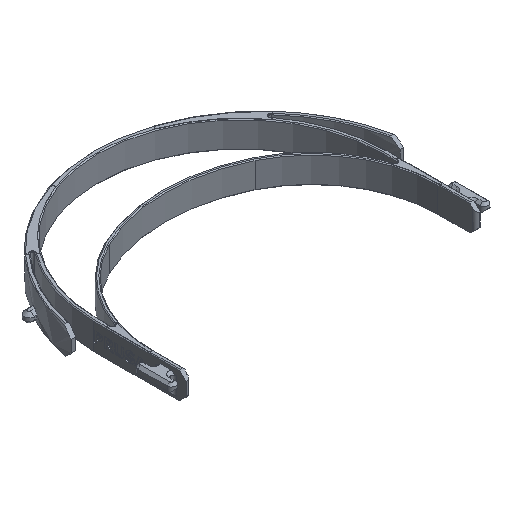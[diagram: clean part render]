
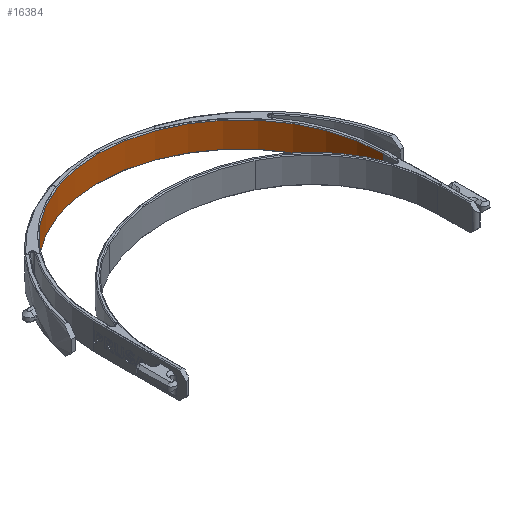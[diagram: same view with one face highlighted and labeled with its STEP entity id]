
A CAD part, isometric view. The second image highlights one B-rep face of the part: STEP entity #16384.
In plain terms, the highlighted cylindrical face has radius 85 mm (diameter 170 mm), a partial arc.
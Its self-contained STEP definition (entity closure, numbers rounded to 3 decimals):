
#567=CYLINDRICAL_SURFACE('',#17212,85.);
#685=CIRCLE('',#17194,85.);
#693=CIRCLE('',#17213,85.);
#1546=FACE_OUTER_BOUND('',#2452,.T.);
#2452=EDGE_LOOP('',(#14577,#14578,#14579,#14580));
#4368=LINE('',#29186,#6255);
#4370=LINE('',#29190,#6257);
#6255=VECTOR('',#20569,10.);
#6257=VECTOR('',#20573,10.);
#7822=VERTEX_POINT('',#29143);
#7823=VERTEX_POINT('',#29145);
#7833=VERTEX_POINT('',#29185);
#7834=VERTEX_POINT('',#29189);
#10090=EDGE_CURVE('',#7823,#7822,#685,.T.);
#10109=EDGE_CURVE('',#7833,#7822,#4368,.T.);
#10111=EDGE_CURVE('',#7834,#7823,#4370,.T.);
#10112=EDGE_CURVE('',#7833,#7834,#693,.T.);
#14577=ORIENTED_EDGE('',*,*,#10090,.F.);
#14578=ORIENTED_EDGE('',*,*,#10111,.F.);
#14579=ORIENTED_EDGE('',*,*,#10112,.F.);
#14580=ORIENTED_EDGE('',*,*,#10109,.T.);
#16384=ADVANCED_FACE('',(#1546),#567,.F.);
#17194=AXIS2_PLACEMENT_3D('',#29147,#20522,#20523);
#17212=AXIS2_PLACEMENT_3D('',#29188,#20571,#20572);
#17213=AXIS2_PLACEMENT_3D('',#29191,#20574,#20575);
#20522=DIRECTION('center_axis',(0.,0.,1.));
#20523=DIRECTION('ref_axis',(-1.,0.,0.));
#20569=DIRECTION('',(0.,0.,-1.));
#20571=DIRECTION('center_axis',(0.,0.,1.));
#20572=DIRECTION('ref_axis',(-1.,0.,0.));
#20573=DIRECTION('',(0.,0.,-1.));
#20574=DIRECTION('center_axis',(0.,0.,-1.));
#20575=DIRECTION('ref_axis',(-1.,0.,0.));
#29143=CARTESIAN_POINT('',(759.508,-9.803,-9.5));
#29145=CARTESIAN_POINT('',(929.508,-9.803,-9.5));
#29147=CARTESIAN_POINT('Origin',(844.508,-9.803,-9.5));
#29185=CARTESIAN_POINT('',(759.508,-9.803,5.5));
#29186=CARTESIAN_POINT('',(759.508,-9.803,0.));
#29188=CARTESIAN_POINT('Origin',(844.508,-9.803,0.));
#29189=CARTESIAN_POINT('',(929.508,-9.803,5.5));
#29190=CARTESIAN_POINT('',(929.508,-9.803,0.));
#29191=CARTESIAN_POINT('Origin',(844.508,-9.803,5.5));
